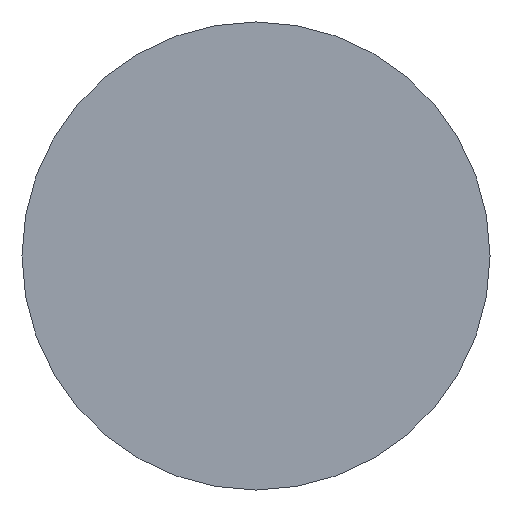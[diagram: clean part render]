
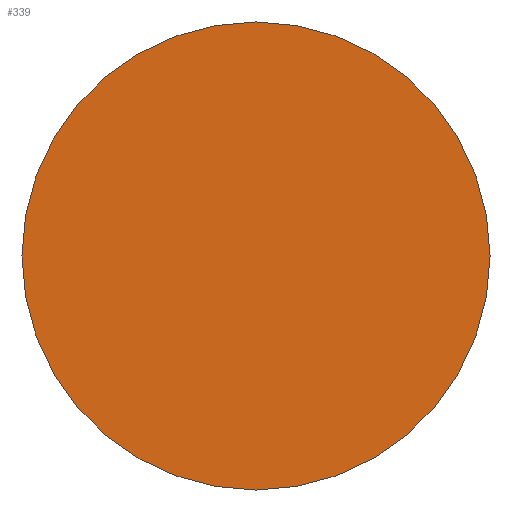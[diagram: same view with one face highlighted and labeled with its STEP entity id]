
A CAD part, front view. The second image highlights one B-rep face of the part: STEP entity #339.
In plain terms, the highlighted planar face has unit normal (0, -1, 0).
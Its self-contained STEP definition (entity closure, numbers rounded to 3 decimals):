
#102=PLANE('',#367);
#128=FACE_OUTER_BOUND('',#153,.T.);
#153=EDGE_LOOP('',(#304));
#161=CIRCLE('',#366,4.5);
#191=VERTEX_POINT('',#548);
#233=EDGE_CURVE('',#191,#191,#161,.T.);
#304=ORIENTED_EDGE('',*,*,#233,.T.);
#339=ADVANCED_FACE('',(#128),#102,.F.);
#366=AXIS2_PLACEMENT_3D('',#549,#453,#454);
#367=AXIS2_PLACEMENT_3D('',#550,#455,#456);
#453=DIRECTION('center_axis',(0.,-1.,0.));
#454=DIRECTION('ref_axis',(1.,0.,0.));
#455=DIRECTION('center_axis',(0.,1.,0.));
#456=DIRECTION('ref_axis',(0.,0.,1.));
#548=CARTESIAN_POINT('',(-4.5,0.,0.));
#549=CARTESIAN_POINT('Origin',(0.,0.,0.));
#550=CARTESIAN_POINT('Origin',(0.,0.,0.));
